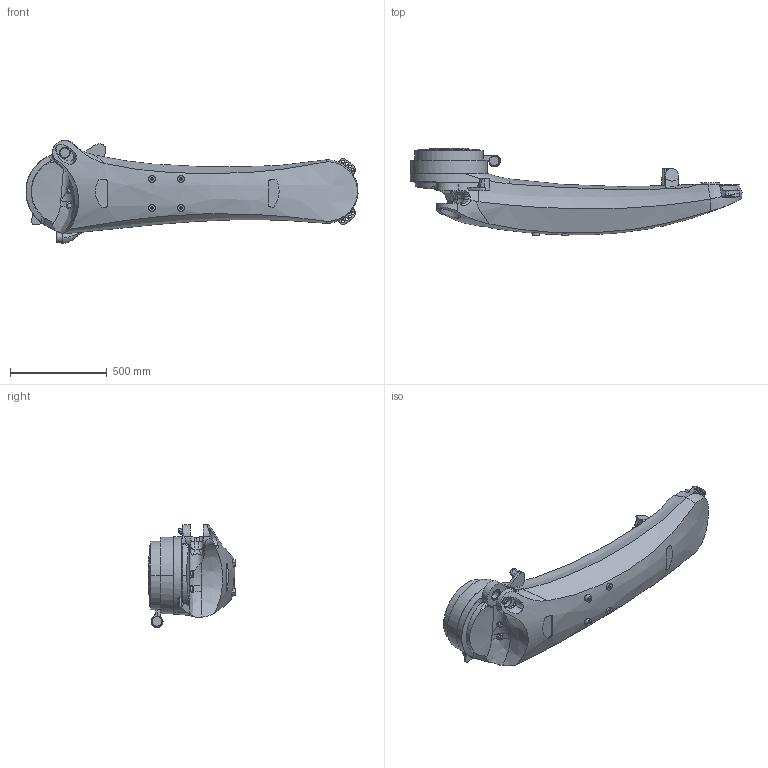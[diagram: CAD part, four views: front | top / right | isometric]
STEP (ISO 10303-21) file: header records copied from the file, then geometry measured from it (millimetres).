
FILE_DESCRIPTION (( 'STEP AP203' ), '1' );
FILE_NAME ('KR90_R3700_K_prime.stp[97]_Valor predeterminado_sldprt.STEP', '2021-01-10T23:18:55', ( '' ), ( '' ), 'SwSTEP 2.0', 'SolidWorks 2020', '' );
FILE_SCHEMA (( 'CONFIG_CONTROL_DESIGN' ));
Length unit declared in the file: millimetre
Products named in the file (1): KR90_R3700_K_prime.stp[97]_Valor predeterminado_sldprt
Bounding box: 1714.15 x 453 x 532.44 mm (x, y, z)
Volume: 112489108.5 mm3; surface area: 2170762.8 mm2
Topology: 1 solids, 2 shells, 320 faces, 834 edges, 533 vertices
Faces by surface type: bspline 105, cylinder 87, plane 80, cone 33, torus 15
Entity records: 27013 total; most frequent: CARTESIAN_POINT 20185, ORIENTED_EDGE 1652, DIRECTION 1044, EDGE_CURVE 826, VERTEX_POINT 533, AXIS2_PLACEMENT_3D 445, B_SPLINE_CURVE_WITH_KNOTS 414, EDGE_LOOP 361
